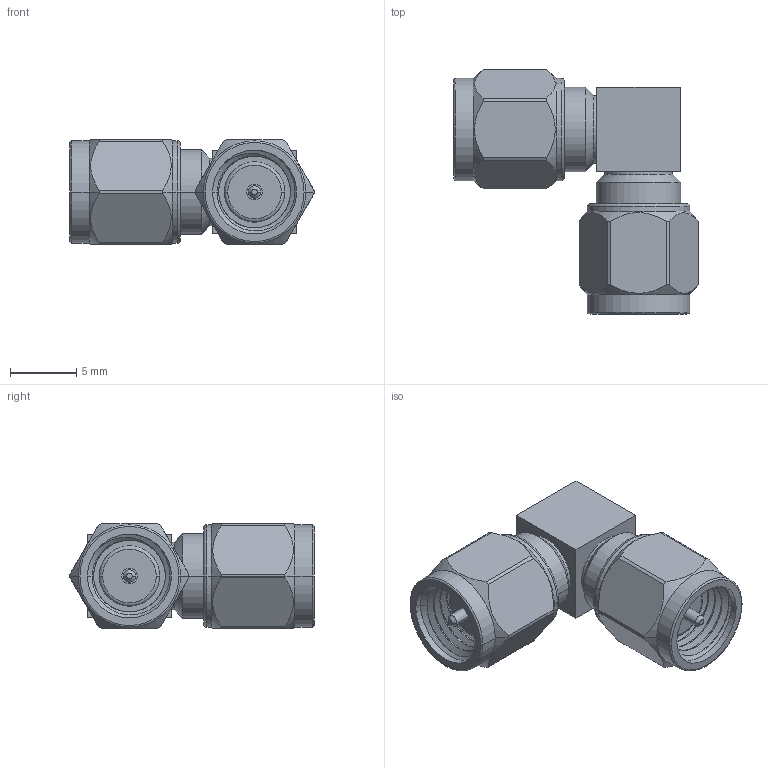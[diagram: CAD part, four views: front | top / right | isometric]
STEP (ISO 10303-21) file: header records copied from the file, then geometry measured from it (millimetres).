
FILE_DESCRIPTION (( 'STEP AP214' ), '1' );
FILE_NAME ('FMAD1116_3D.step', '2025-01-15T21:57:14', ( '' ), ( '' ), 'SwSTEP 2.0', 'SolidWorks 2022', '' );
FILE_SCHEMA (( 'AUTOMOTIVE_DESIGN' ));
Length unit declared in the file: inch
Products named in the file (1): FMAD1116_3D
Bounding box: 18.47 x 18.47 x 7.92 mm (x, y, z)
Volume: 1101.5 mm3; surface area: 1138.3 mm2
Topology: 1 solids, 1 shells, 134 faces, 320 edges, 200 vertices
Faces by surface type: cylinder 64, plane 30, cone 22, torus 12, bspline 6
Entity records: 6558 total; most frequent: CARTESIAN_POINT 3549, ORIENTED_EDGE 640, DIRECTION 614, EDGE_CURVE 320, AXIS2_PLACEMENT_3D 253, VERTEX_POINT 200, EDGE_LOOP 146, FACE_OUTER_BOUND 134
